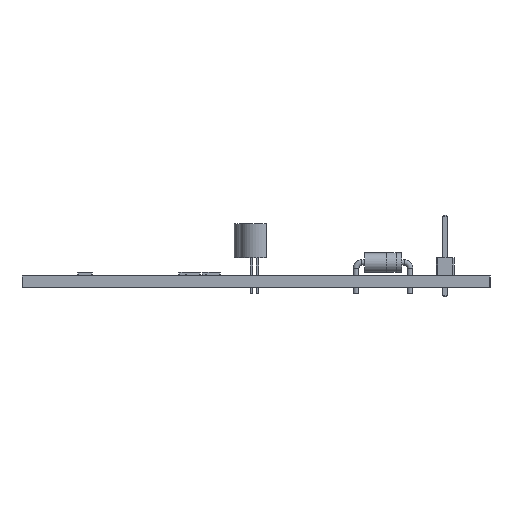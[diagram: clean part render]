
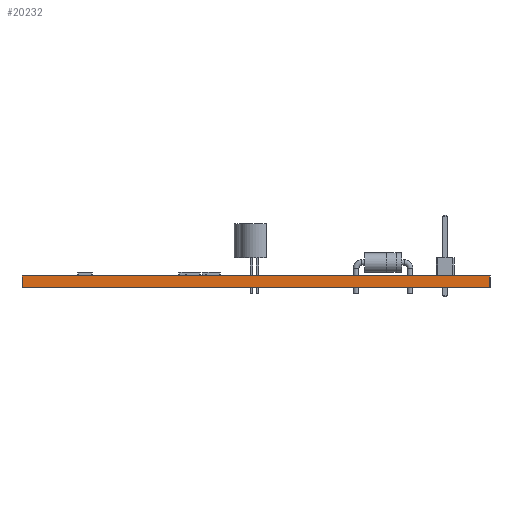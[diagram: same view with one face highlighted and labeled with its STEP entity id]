
A CAD part, left-side view. The second image highlights one B-rep face of the part: STEP entity #20232.
In plain terms, the highlighted planar face has unit normal (-1, 0, 0).
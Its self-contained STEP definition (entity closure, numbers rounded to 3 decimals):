
#20051 = PLANE('',#20052);
#20052 = AXIS2_PLACEMENT_3D('',#20053,#20054,#20055);
#20053 = CARTESIAN_POINT('',(201.93,-129.605,0.));
#20054 = DIRECTION('',(0.,-1.,0.));
#20055 = DIRECTION('',(-1.,0.,0.));
#20076 = VERTEX_POINT('',#20077);
#20077 = CARTESIAN_POINT('',(96.52,-129.605,1.6));
#20091 = PLANE('',#20092);
#20092 = AXIS2_PLACEMENT_3D('',#20093,#20094,#20095);
#20093 = CARTESIAN_POINT('',(149.225,-96.585,1.6));
#20094 = DIRECTION('',(-0.,-0.,-1.));
#20095 = DIRECTION('',(-1.,0.,0.));
#20103 = EDGE_CURVE('',#20104,#20076,#20106,.T.);
#20104 = VERTEX_POINT('',#20105);
#20105 = CARTESIAN_POINT('',(96.52,-129.605,0.));
#20106 = SURFACE_CURVE('',#20107,(#20111,#20118),.PCURVE_S1.);
#20107 = LINE('',#20108,#20109);
#20108 = CARTESIAN_POINT('',(96.52,-129.605,0.));
#20109 = VECTOR('',#20110,1.);
#20110 = DIRECTION('',(0.,0.,1.));
#20111 = PCURVE('',#20051,#20112);
#20112 = DEFINITIONAL_REPRESENTATION('',(#20113),#20117);
#20113 = LINE('',#20114,#20115);
#20114 = CARTESIAN_POINT('',(105.41,0.));
#20115 = VECTOR('',#20116,1.);
#20116 = DIRECTION('',(0.,-1.));
#20117 = ( GEOMETRIC_REPRESENTATION_CONTEXT(2) 
PARAMETRIC_REPRESENTATION_CONTEXT() REPRESENTATION_CONTEXT('2D SPACE',''
  ) );
#20118 = PCURVE('',#20119,#20124);
#20119 = PLANE('',#20120);
#20120 = AXIS2_PLACEMENT_3D('',#20121,#20122,#20123);
#20121 = CARTESIAN_POINT('',(96.52,-129.605,0.));
#20122 = DIRECTION('',(-1.,0.,0.));
#20123 = DIRECTION('',(0.,1.,0.));
#20124 = DEFINITIONAL_REPRESENTATION('',(#20125),#20129);
#20125 = LINE('',#20126,#20127);
#20126 = CARTESIAN_POINT('',(0.,0.));
#20127 = VECTOR('',#20128,1.);
#20128 = DIRECTION('',(0.,-1.));
#20129 = ( GEOMETRIC_REPRESENTATION_CONTEXT(2) 
PARAMETRIC_REPRESENTATION_CONTEXT() REPRESENTATION_CONTEXT('2D SPACE',''
  ) );
#20145 = PLANE('',#20146);
#20146 = AXIS2_PLACEMENT_3D('',#20147,#20148,#20149);
#20147 = CARTESIAN_POINT('',(149.225,-96.585,0.));
#20148 = DIRECTION('',(-0.,-0.,-1.));
#20149 = DIRECTION('',(-1.,0.,0.));
#20178 = PLANE('',#20179);
#20179 = AXIS2_PLACEMENT_3D('',#20180,#20181,#20182);
#20180 = CARTESIAN_POINT('',(96.52,-63.565,0.));
#20181 = DIRECTION('',(0.,1.,0.));
#20182 = DIRECTION('',(1.,0.,0.));
#20232 = ADVANCED_FACE('',(#20233),#20119,.T.);
#20233 = FACE_BOUND('',#20234,.T.);
#20234 = EDGE_LOOP('',(#20235,#20236,#20259,#20282));
#20235 = ORIENTED_EDGE('',*,*,#20103,.T.);
#20236 = ORIENTED_EDGE('',*,*,#20237,.T.);
#20237 = EDGE_CURVE('',#20076,#20238,#20240,.T.);
#20238 = VERTEX_POINT('',#20239);
#20239 = CARTESIAN_POINT('',(96.52,-63.565,1.6));
#20240 = SURFACE_CURVE('',#20241,(#20245,#20252),.PCURVE_S1.);
#20241 = LINE('',#20242,#20243);
#20242 = CARTESIAN_POINT('',(96.52,-129.605,1.6));
#20243 = VECTOR('',#20244,1.);
#20244 = DIRECTION('',(0.,1.,0.));
#20245 = PCURVE('',#20119,#20246);
#20246 = DEFINITIONAL_REPRESENTATION('',(#20247),#20251);
#20247 = LINE('',#20248,#20249);
#20248 = CARTESIAN_POINT('',(0.,-1.6));
#20249 = VECTOR('',#20250,1.);
#20250 = DIRECTION('',(1.,0.));
#20251 = ( GEOMETRIC_REPRESENTATION_CONTEXT(2) 
PARAMETRIC_REPRESENTATION_CONTEXT() REPRESENTATION_CONTEXT('2D SPACE',''
  ) );
#20252 = PCURVE('',#20091,#20253);
#20253 = DEFINITIONAL_REPRESENTATION('',(#20254),#20258);
#20254 = LINE('',#20255,#20256);
#20255 = CARTESIAN_POINT('',(52.705,-33.02));
#20256 = VECTOR('',#20257,1.);
#20257 = DIRECTION('',(0.,1.));
#20258 = ( GEOMETRIC_REPRESENTATION_CONTEXT(2) 
PARAMETRIC_REPRESENTATION_CONTEXT() REPRESENTATION_CONTEXT('2D SPACE',''
  ) );
#20259 = ORIENTED_EDGE('',*,*,#20260,.F.);
#20260 = EDGE_CURVE('',#20261,#20238,#20263,.T.);
#20261 = VERTEX_POINT('',#20262);
#20262 = CARTESIAN_POINT('',(96.52,-63.565,0.));
#20263 = SURFACE_CURVE('',#20264,(#20268,#20275),.PCURVE_S1.);
#20264 = LINE('',#20265,#20266);
#20265 = CARTESIAN_POINT('',(96.52,-63.565,0.));
#20266 = VECTOR('',#20267,1.);
#20267 = DIRECTION('',(0.,0.,1.));
#20268 = PCURVE('',#20119,#20269);
#20269 = DEFINITIONAL_REPRESENTATION('',(#20270),#20274);
#20270 = LINE('',#20271,#20272);
#20271 = CARTESIAN_POINT('',(66.04,0.));
#20272 = VECTOR('',#20273,1.);
#20273 = DIRECTION('',(0.,-1.));
#20274 = ( GEOMETRIC_REPRESENTATION_CONTEXT(2) 
PARAMETRIC_REPRESENTATION_CONTEXT() REPRESENTATION_CONTEXT('2D SPACE',''
  ) );
#20275 = PCURVE('',#20178,#20276);
#20276 = DEFINITIONAL_REPRESENTATION('',(#20277),#20281);
#20277 = LINE('',#20278,#20279);
#20278 = CARTESIAN_POINT('',(0.,0.));
#20279 = VECTOR('',#20280,1.);
#20280 = DIRECTION('',(0.,-1.));
#20281 = ( GEOMETRIC_REPRESENTATION_CONTEXT(2) 
PARAMETRIC_REPRESENTATION_CONTEXT() REPRESENTATION_CONTEXT('2D SPACE',''
  ) );
#20282 = ORIENTED_EDGE('',*,*,#20283,.F.);
#20283 = EDGE_CURVE('',#20104,#20261,#20284,.T.);
#20284 = SURFACE_CURVE('',#20285,(#20289,#20296),.PCURVE_S1.);
#20285 = LINE('',#20286,#20287);
#20286 = CARTESIAN_POINT('',(96.52,-129.605,0.));
#20287 = VECTOR('',#20288,1.);
#20288 = DIRECTION('',(0.,1.,0.));
#20289 = PCURVE('',#20119,#20290);
#20290 = DEFINITIONAL_REPRESENTATION('',(#20291),#20295);
#20291 = LINE('',#20292,#20293);
#20292 = CARTESIAN_POINT('',(0.,0.));
#20293 = VECTOR('',#20294,1.);
#20294 = DIRECTION('',(1.,0.));
#20295 = ( GEOMETRIC_REPRESENTATION_CONTEXT(2) 
PARAMETRIC_REPRESENTATION_CONTEXT() REPRESENTATION_CONTEXT('2D SPACE',''
  ) );
#20296 = PCURVE('',#20145,#20297);
#20297 = DEFINITIONAL_REPRESENTATION('',(#20298),#20302);
#20298 = LINE('',#20299,#20300);
#20299 = CARTESIAN_POINT('',(52.705,-33.02));
#20300 = VECTOR('',#20301,1.);
#20301 = DIRECTION('',(0.,1.));
#20302 = ( GEOMETRIC_REPRESENTATION_CONTEXT(2) 
PARAMETRIC_REPRESENTATION_CONTEXT() REPRESENTATION_CONTEXT('2D SPACE',''
  ) );
